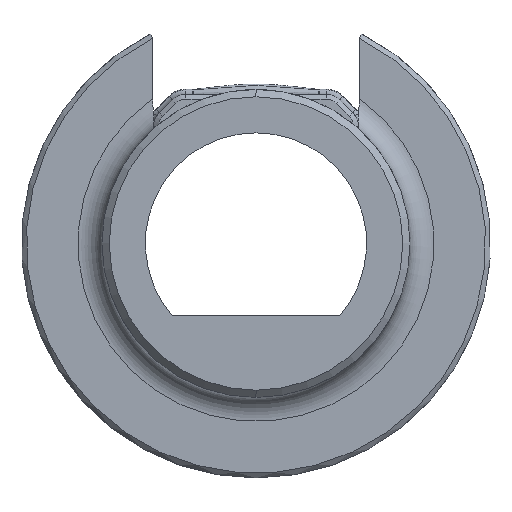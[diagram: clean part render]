
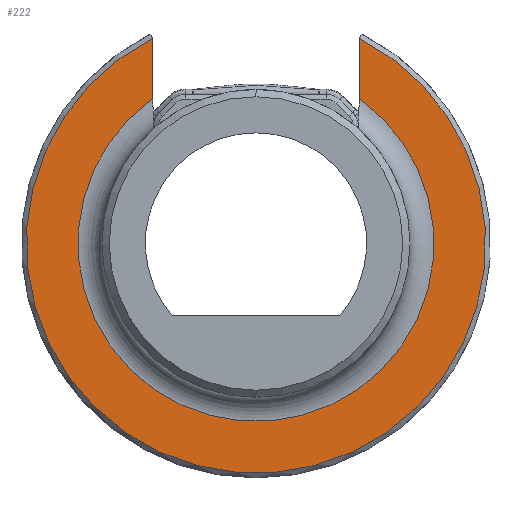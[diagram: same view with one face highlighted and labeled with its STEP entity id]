
A CAD part, front view. The second image highlights one B-rep face of the part: STEP entity #222.
In plain terms, the highlighted planar face has unit normal (0, -1, 0).
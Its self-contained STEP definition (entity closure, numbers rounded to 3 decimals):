
#69 = VERTEX_POINT ( 'NONE', #1218 ) ;
#208 = VERTEX_POINT ( 'NONE', #2123 ) ;
#222 = ADVANCED_FACE ( 'NONE', ( #3183 ), #555, .F. ) ;
#452 = CARTESIAN_POINT ( 'NONE',  ( -21.48, 14., 30.126 ) ) ;
#503 = DIRECTION ( 'NONE',  ( 0., 0., -1. ) ) ;
#555 = PLANE ( 'NONE',  #891 ) ;
#583 = DIRECTION ( 'NONE',  ( 0., 0., 1. ) ) ;
#651 = DIRECTION ( 'NONE',  ( 0., 1., 0. ) ) ;
#683 = AXIS2_PLACEMENT_3D ( 'NONE', #2972, #651, #2214 ) ;
#746 = CIRCLE ( 'NONE', #683, 37. ) ;
#761 = VERTEX_POINT ( 'NONE', #452 ) ;
#850 = CARTESIAN_POINT ( 'NONE',  ( -48.75, 14., 0. ) ) ;
#891 = AXIS2_PLACEMENT_3D ( 'NONE', #850, #2661, #2644 ) ;
#903 = EDGE_CURVE ( 'NONE', #69, #208, #1554, .T. ) ;
#988 = ORIENTED_EDGE ( 'NONE', *, *, #1294, .T. ) ;
#1032 = ORIENTED_EDGE ( 'NONE', *, *, #903, .T. ) ;
#1123 = VECTOR ( 'NONE', #503, 1000. ) ;
#1218 = CARTESIAN_POINT ( 'NONE',  ( -21.48, 14., 42.646 ) ) ;
#1275 = LINE ( 'NONE', #1815, #1123 ) ;
#1294 = EDGE_CURVE ( 'NONE', #208, #1351, #1275, .T. ) ;
#1351 = VERTEX_POINT ( 'NONE', #2072 ) ;
#1384 = DIRECTION ( 'NONE',  ( 0., -1., 0. ) ) ;
#1554 = CIRCLE ( 'NONE', #2891, 47.75 ) ;
#1667 = ORIENTED_EDGE ( 'NONE', *, *, #2872, .T. ) ;
#1812 = LINE ( 'NONE', #2842, #2310 ) ;
#1815 = CARTESIAN_POINT ( 'NONE',  ( 21.48, 14., 43.763 ) ) ;
#1970 = ORIENTED_EDGE ( 'NONE', *, *, #2176, .T. ) ;
#2072 = CARTESIAN_POINT ( 'NONE',  ( 21.48, 14., 30.126 ) ) ;
#2123 = CARTESIAN_POINT ( 'NONE',  ( 21.48, 14., 42.646 ) ) ;
#2163 = CARTESIAN_POINT ( 'NONE',  ( 0., 14., 0. ) ) ;
#2176 = EDGE_CURVE ( 'NONE', #1351, #761, #746, .T. ) ;
#2211 = EDGE_LOOP ( 'NONE', ( #1667, #1032, #988, #1970 ) ) ;
#2214 = DIRECTION ( 'NONE',  ( 0., 0., 1. ) ) ;
#2310 = VECTOR ( 'NONE', #583, 1000. ) ;
#2644 = DIRECTION ( 'NONE',  ( 0., 0., 1. ) ) ;
#2661 = DIRECTION ( 'NONE',  ( 0., 1., 0. ) ) ;
#2842 = CARTESIAN_POINT ( 'NONE',  ( -21.48, 14., 30.126 ) ) ;
#2872 = EDGE_CURVE ( 'NONE', #761, #69, #1812, .T. ) ;
#2891 = AXIS2_PLACEMENT_3D ( 'NONE', #2163, #1384, #3260 ) ;
#2972 = CARTESIAN_POINT ( 'NONE',  ( 0., 14., 0. ) ) ;
#3183 = FACE_OUTER_BOUND ( 'NONE', #2211, .T. ) ;
#3260 = DIRECTION ( 'NONE',  ( 0., 0., 1. ) ) ;
